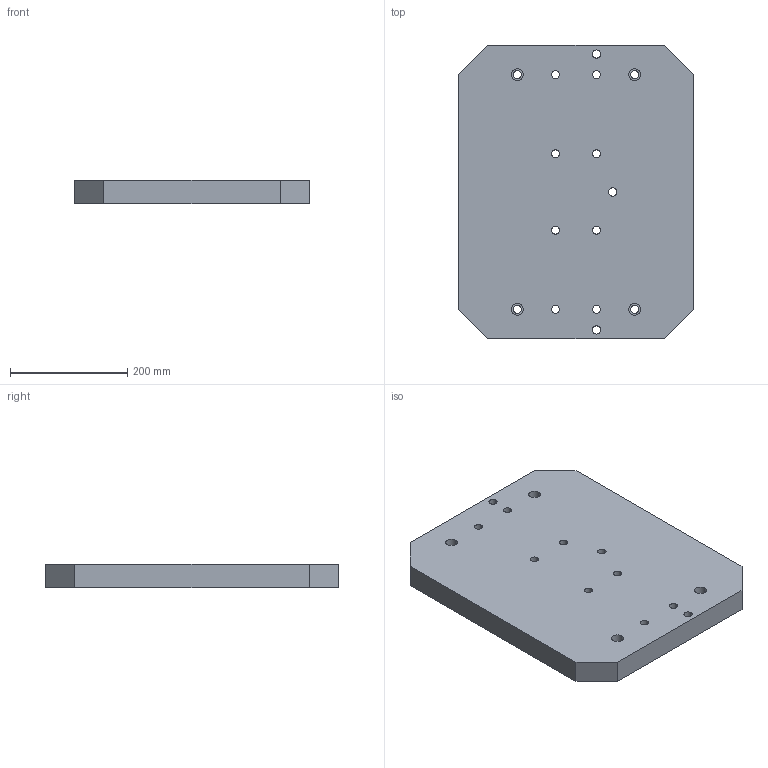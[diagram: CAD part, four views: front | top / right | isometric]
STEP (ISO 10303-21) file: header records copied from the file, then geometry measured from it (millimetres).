
FILE_DESCRIPTION(('STEP AP214'),'1');
FILE_NAME(' ',' ',('TraceParts'),('TraceParts S.A.'),'XStep 1.0',' ',' ');
FILE_SCHEMA(('automotive_design'));
Length unit declared in the file: millimetre
Products named in the file (1): 1
Bounding box: 400 x 500 x 40 mm (x, y, z)
Volume: 7640588.5 mm3; surface area: 486173.9 mm2
Topology: 1 solids, 1 shells, 82 faces, 198 edges, 132 vertices
Faces by surface type: cylinder 58, plane 24
Entity records: 4848 total; most frequent: DIRECTION 480, STYLED_ITEM 413, PRESENTATION_STYLE_ASSIGNMENT 413, CARTESIAN_POINT 413, COLOUR_RGB 413, ORIENTED_EDGE 396, AXIS2_PLACEMENT_3D 199, EDGE_CURVE 198
